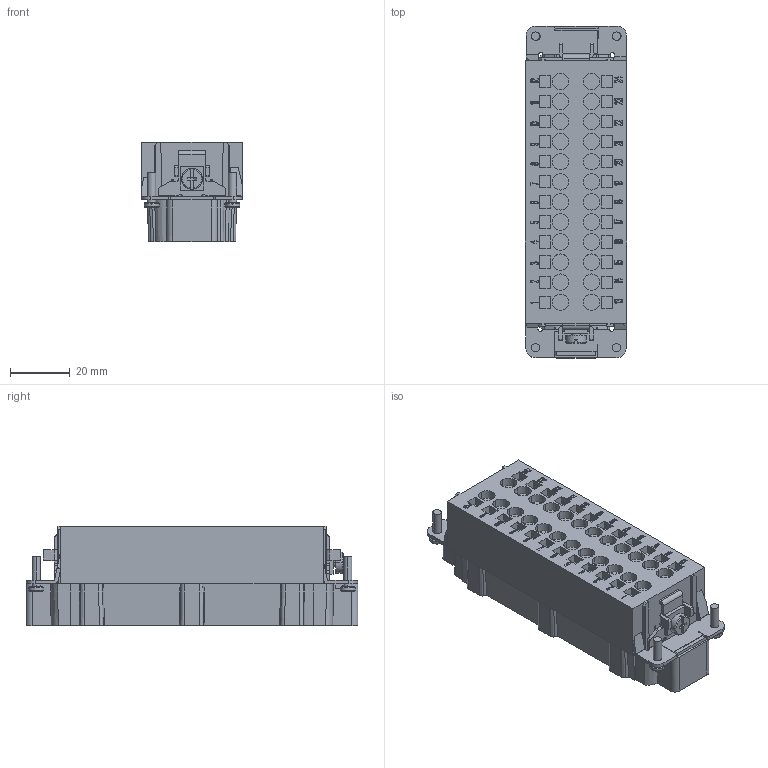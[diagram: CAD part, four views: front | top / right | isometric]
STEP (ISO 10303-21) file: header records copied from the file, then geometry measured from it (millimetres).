
FILE_DESCRIPTION((''),'2;1');
FILE_NAME('HE-024-MS_25-48','2017-07-11T',('tl.yang'),(''),'PRO/ENGINEER BY PARAMETRIC TECHNOLOGY CORPORATION, 2011500','PRO/ENGINEER BY PARAMETRIC TECHNOLOGY CORPORATION, 2011500','');
FILE_SCHEMA(('CONFIG_CONTROL_DESIGN'));
Products named in the file (1): HE-024-MS_25-48
Bounding box: 33.9 x 110.8 x 33.14 mm (x, y, z)
Volume: 68751.4 mm3; surface area: 27009.7 mm2
Topology: 1 solids, 1 shells, 3486 faces, 9650 edges, 6333 vertices
Faces by surface type: plane 2857, cylinder 246, bspline 181, cone 152, sphere 48, torus 2
Entity records: 114534 total; most frequent: CARTESIAN_POINT 26079, ORIENTED_EDGE 19204, DIRECTION 16809, EDGE_CURVE 9602, VECTOR 8243, LINE 8243, VERTEX_POINT 6333, AXIS2_PLACEMENT_3D 4283
